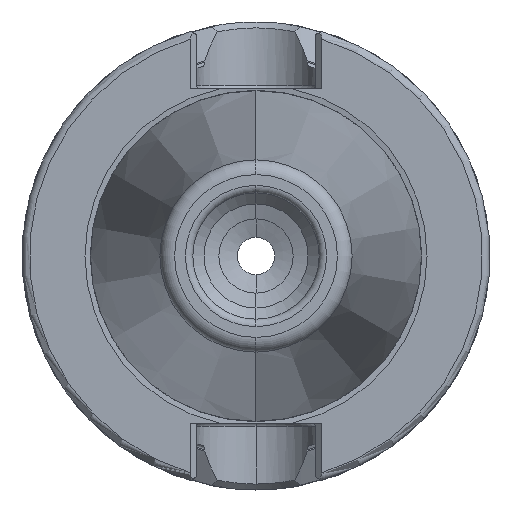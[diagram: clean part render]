
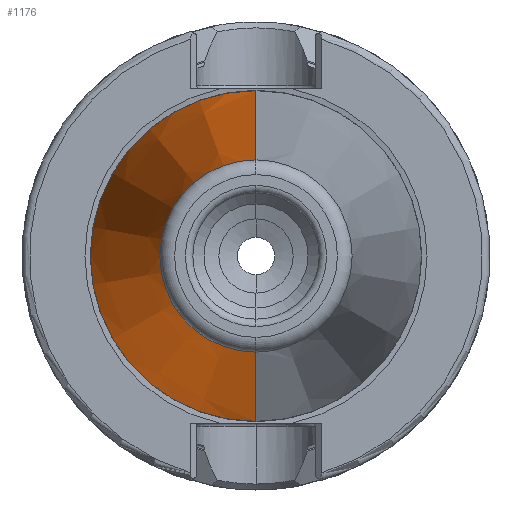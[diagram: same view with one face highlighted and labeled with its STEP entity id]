
A CAD part, left-side view. The second image highlights one B-rep face of the part: STEP entity #1176.
In plain terms, the highlighted conical face has half-angle 8.297 degrees and reference radius 22.298 mm.
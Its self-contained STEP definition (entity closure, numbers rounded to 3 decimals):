
#55 = DIRECTION ( 'NONE',  ( 0., 0., 1. ) ) ;
#203 = DIRECTION ( 'NONE',  ( 0.99, 0., 0.144 ) ) ;
#206 = CARTESIAN_POINT ( 'NONE',  ( -89.5, 0., -22.298 ) ) ;
#359 = DIRECTION ( 'NONE',  ( 1., 0., 0. ) ) ;
#493 = LINE ( 'NONE', #1800, #2945 ) ;
#512 = ORIENTED_EDGE ( 'NONE', *, *, #1777, .F. ) ;
#696 = CARTESIAN_POINT ( 'NONE',  ( -89.5, 0., 0. ) ) ;
#921 = VECTOR ( 'NONE', #2047, 1000. ) ;
#923 = EDGE_LOOP ( 'NONE', ( #2860, #1874, #4019, #512 ) ) ;
#964 = AXIS2_PLACEMENT_3D ( 'NONE', #696, #359, #2610 ) ;
#1150 = AXIS2_PLACEMENT_3D ( 'NONE', #3128, #1227, #3447 ) ;
#1176 = ADVANCED_FACE ( 'NONE', ( #1958 ), #2725, .T. ) ;
#1227 = DIRECTION ( 'NONE',  ( -1., 0., 0. ) ) ;
#1777 = EDGE_CURVE ( 'NONE', #3147, #3800, #1852, .T. ) ;
#1795 = VERTEX_POINT ( 'NONE', #3025 ) ;
#1800 = CARTESIAN_POINT ( 'NONE',  ( -89.5, 0., 22.298 ) ) ;
#1852 = LINE ( 'NONE', #3640, #921 ) ;
#1863 = CARTESIAN_POINT ( 'NONE',  ( -89.5, 0., 22.298 ) ) ;
#1874 = ORIENTED_EDGE ( 'NONE', *, *, #3222, .T. ) ;
#1958 = FACE_OUTER_BOUND ( 'NONE', #923, .T. ) ;
#1962 = EDGE_CURVE ( 'NONE', #1795, #3147, #2869, .T. ) ;
#1977 = DIRECTION ( 'NONE',  ( -1., 0., 0. ) ) ;
#1999 = VERTEX_POINT ( 'NONE', #1863 ) ;
#2047 = DIRECTION ( 'NONE',  ( 0.99, 0., -0.144 ) ) ;
#2515 = EDGE_CURVE ( 'NONE', #1999, #3800, #2865, .T. ) ;
#2610 = DIRECTION ( 'NONE',  ( 0., 0., -1. ) ) ;
#2704 = AXIS2_PLACEMENT_3D ( 'NONE', #3903, #1977, #55 ) ;
#2725 = CONICAL_SURFACE ( 'NONE', #964, 22.298, 0.145 ) ;
#2860 = ORIENTED_EDGE ( 'NONE', *, *, #1962, .F. ) ;
#2865 = CIRCLE ( 'NONE', #2704, 22.298 ) ;
#2869 = CIRCLE ( 'NONE', #1150, 12.937 ) ;
#2945 = VECTOR ( 'NONE', #203, 1000. ) ;
#3025 = CARTESIAN_POINT ( 'NONE',  ( -153.689, 0., 12.937 ) ) ;
#3128 = CARTESIAN_POINT ( 'NONE',  ( -153.689, 0., 0. ) ) ;
#3147 = VERTEX_POINT ( 'NONE', #3342 ) ;
#3222 = EDGE_CURVE ( 'NONE', #1795, #1999, #493, .T. ) ;
#3342 = CARTESIAN_POINT ( 'NONE',  ( -153.689, 0., -12.937 ) ) ;
#3447 = DIRECTION ( 'NONE',  ( 0., 0., 1. ) ) ;
#3640 = CARTESIAN_POINT ( 'NONE',  ( -89.5, 0., -22.298 ) ) ;
#3800 = VERTEX_POINT ( 'NONE', #206 ) ;
#3903 = CARTESIAN_POINT ( 'NONE',  ( -89.5, 0., 0. ) ) ;
#4019 = ORIENTED_EDGE ( 'NONE', *, *, #2515, .T. ) ;
